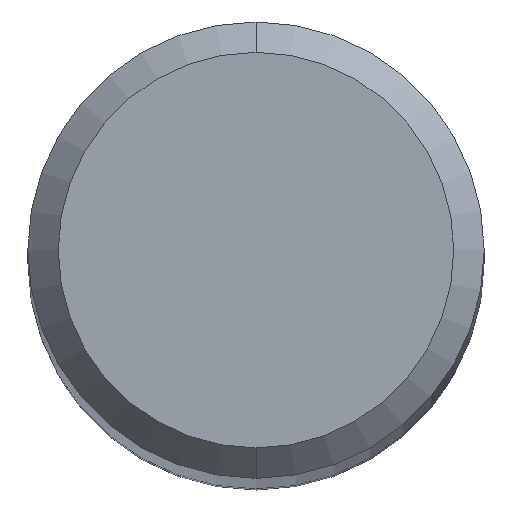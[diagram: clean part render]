
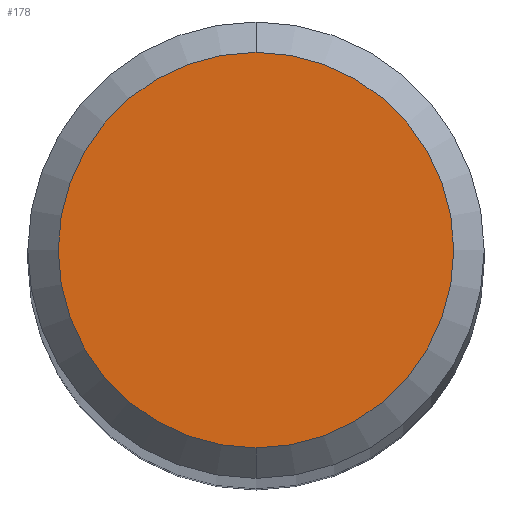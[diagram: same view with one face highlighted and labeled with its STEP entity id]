
A CAD part, top view. The second image highlights one B-rep face of the part: STEP entity #178.
In plain terms, the highlighted planar face has unit normal (0, 0, 1).
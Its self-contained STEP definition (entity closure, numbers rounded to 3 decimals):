
#178=ADVANCED_FACE('',(#444),#445,.T.);
#246=VERTEX_POINT('',#519);
#342=VERTEX_POINT('',#627);
#356=EDGE_CURVE('',#246,#342,#643,.T.);
#400=EDGE_CURVE('',#342,#246,#690,.T.);
#444=FACE_OUTER_BOUND('',#752,.T.);
#445=PLANE('',#753);
#519=CARTESIAN_POINT('',(0.,-2.6,0.0));
#627=CARTESIAN_POINT('',(0.0,2.6,0.0));
#643=CIRCLE('',#1166,2.6);
#690=CIRCLE('',#1265,2.6);
#752=EDGE_LOOP('',(#1280,#1281));
#753=AXIS2_PLACEMENT_3D('',#1282,#1283,#1284);
#1166=AXIS2_PLACEMENT_3D('',#1522,#1523,#1524);
#1265=AXIS2_PLACEMENT_3D('',#1565,#1566,#1567);
#1280=ORIENTED_EDGE('',*,*,#400,.F.);
#1281=ORIENTED_EDGE('',*,*,#356,.F.);
#1282=CARTESIAN_POINT('',(0.0,1.3,0.0));
#1283=DIRECTION('',(-0.0,0.0,1.0));
#1284=DIRECTION('',(0.0,-1.0,0.0));
#1522=CARTESIAN_POINT('',(0.0,0.0,0.0));
#1523=DIRECTION('',(0.0,0.0,-1.0));
#1524=DIRECTION('',(0.0,1.0,0.0));
#1565=CARTESIAN_POINT('',(0.0,0.0,0.0));
#1566=DIRECTION('',(0.0,0.0,-1.0));
#1567=DIRECTION('',(0.0,1.0,0.0));
